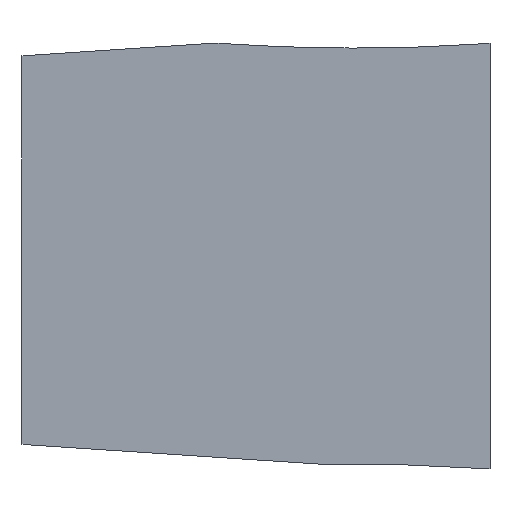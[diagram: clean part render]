
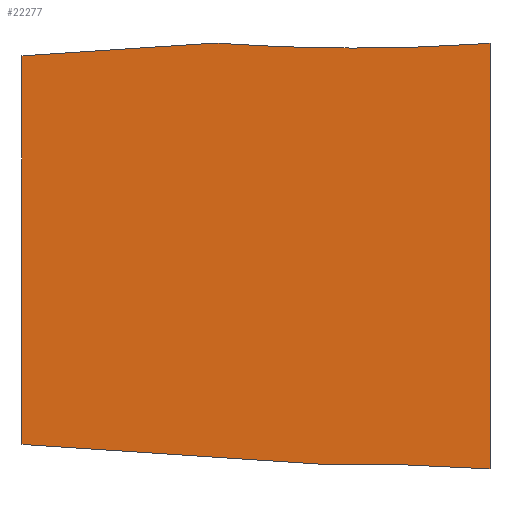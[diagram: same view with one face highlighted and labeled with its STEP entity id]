
A CAD part, top view. The second image highlights one B-rep face of the part: STEP entity #22277.
In plain terms, the highlighted planar face has unit normal (0, 0, 1).
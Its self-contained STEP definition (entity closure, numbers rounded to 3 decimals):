
#1825=PLANE('',#23533);
#2611=FACE_OUTER_BOUND('',#3835,.T.);
#3835=EDGE_LOOP('',(#15368,#15369,#15370,#15371,#15372,#15373));
#5210=LINE('',#32128,#7375);
#5214=LINE('',#32136,#7379);
#5218=LINE('',#32143,#7383);
#5220=LINE('',#32146,#7385);
#7375=VECTOR('',#25667,1000.);
#7379=VECTOR('',#25673,1000.);
#7383=VECTOR('',#25679,1000.);
#7385=VECTOR('',#25683,1000.);
#9538=(
BOUNDED_CURVE()
B_SPLINE_CURVE(2,(#32091,#32092,#32093),.UNSPECIFIED.,.F.,.F.)
B_SPLINE_CURVE_WITH_KNOTS((3,3),(-50.948,-2.091),
 .UNSPECIFIED.)
CURVE()
GEOMETRIC_REPRESENTATION_ITEM()
RATIONAL_B_SPLINE_CURVE((1.001,1.025,1.002))
REPRESENTATION_ITEM('')
);
#9542=(
BOUNDED_CURVE()
B_SPLINE_CURVE(2,(#32110,#32111,#32112),.UNSPECIFIED.,.F.,.F.)
B_SPLINE_CURVE_WITH_KNOTS((3,3),(-49.508,-20.139),
 .UNSPECIFIED.)
CURVE()
GEOMETRIC_REPRESENTATION_ITEM()
RATIONAL_B_SPLINE_CURVE((1.001,1.015,1.012))
REPRESENTATION_ITEM('')
);
#9598=VERTEX_POINT('',#32089);
#9599=VERTEX_POINT('',#32090);
#9603=VERTEX_POINT('',#32108);
#9604=VERTEX_POINT('',#32109);
#9608=VERTEX_POINT('',#32127);
#9611=VERTEX_POINT('',#32135);
#11876=EDGE_CURVE('',#9598,#9599,#9538,.T.);
#11881=EDGE_CURVE('',#9603,#9604,#9542,.T.);
#11886=EDGE_CURVE('',#9608,#9598,#5210,.T.);
#11890=EDGE_CURVE('',#9611,#9604,#5214,.T.);
#11894=EDGE_CURVE('',#9599,#9603,#5218,.T.);
#11896=EDGE_CURVE('',#9611,#9608,#5220,.T.);
#15368=ORIENTED_EDGE('',*,*,#11876,.F.);
#15369=ORIENTED_EDGE('',*,*,#11886,.F.);
#15370=ORIENTED_EDGE('',*,*,#11896,.F.);
#15371=ORIENTED_EDGE('',*,*,#11890,.T.);
#15372=ORIENTED_EDGE('',*,*,#11881,.F.);
#15373=ORIENTED_EDGE('',*,*,#11894,.F.);
#22277=ADVANCED_FACE('',(#2611),#1825,.T.);
#23533=AXIS2_PLACEMENT_3D('',#32153,#25693,#25694);
#25667=DIRECTION('',(0.998,0.066,0.));
#25673=DIRECTION('',(0.998,-0.066,0.));
#25679=DIRECTION('',(0.,-1.,0.));
#25683=DIRECTION('',(0.,1.,0.));
#25693=DIRECTION('center_axis',(0.,0.,1.));
#25694=DIRECTION('ref_axis',(1.,0.,0.));
#32089=CARTESIAN_POINT('',(-70.395,395.402,1163.9));
#32090=CARTESIAN_POINT('',(417.019,394.896,1163.9));
#32091=CARTESIAN_POINT('Ctrl Pts',(-70.395,395.402,1163.9));
#32092=CARTESIAN_POINT('Ctrl Pts',(173.476,378.444,1163.9));
#32093=CARTESIAN_POINT('Ctrl Pts',(417.019,394.896,1163.9));
#32108=CARTESIAN_POINT('',(417.019,-356.296,1163.9));
#32109=CARTESIAN_POINT('',(124.479,-348.496,1163.9));
#32110=CARTESIAN_POINT('Ctrl Pts',(417.019,-356.296,1163.9));
#32111=CARTESIAN_POINT('Ctrl Pts',(269.212,-346.311,1163.9));
#32112=CARTESIAN_POINT('Ctrl Pts',(124.479,-348.496,1163.9));
#32127=CARTESIAN_POINT('',(-409.338,372.975,1163.9));
#32128=CARTESIAN_POINT('',(-26.355,398.316,1163.9));
#32135=CARTESIAN_POINT('',(-409.338,-313.175,1163.9));
#32136=CARTESIAN_POINT('',(-22.416,-338.776,1163.9));
#32143=CARTESIAN_POINT('',(417.019,0.,1163.9));
#32146=CARTESIAN_POINT('',(-409.338,0.,1163.9));
#32153=CARTESIAN_POINT('Origin',(0.,0.,1163.9));
